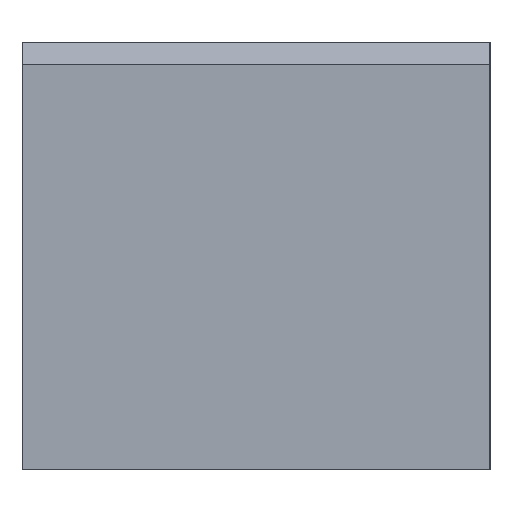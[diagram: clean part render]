
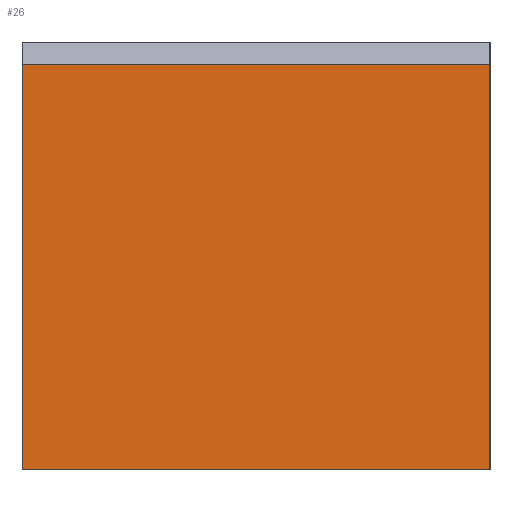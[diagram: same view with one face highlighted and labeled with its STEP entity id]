
A CAD part, left-side view. The second image highlights one B-rep face of the part: STEP entity #26.
In plain terms, the highlighted planar face has unit normal (-1, 0, 0).
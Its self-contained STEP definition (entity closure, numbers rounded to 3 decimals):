
#26 = ADVANCED_FACE ( 'NONE', ( #2002 ), #339, .F. ) ;
#32 = DIRECTION ( 'NONE',  ( 0., 1., 0. ) ) ;
#79 = VERTEX_POINT ( 'NONE', #3973 ) ;
#135 = VECTOR ( 'NONE', #1412, 1000. ) ;
#179 = EDGE_CURVE ( 'NONE', #1092, #2487, #3753, .T. ) ;
#276 = AXIS2_PLACEMENT_3D ( 'NONE', #2238, #3560, #2302 ) ;
#339 = PLANE ( 'NONE',  #276 ) ;
#444 = CARTESIAN_POINT ( 'NONE',  ( -17.5, 17.5, 0. ) ) ;
#565 = VECTOR ( 'NONE', #1208, 1000. ) ;
#651 = LINE ( 'NONE', #4293, #3476 ) ;
#684 = CARTESIAN_POINT ( 'NONE',  ( -17.5, 17.5, 30.34 ) ) ;
#772 = VECTOR ( 'NONE', #32, 1000. ) ;
#1092 = VERTEX_POINT ( 'NONE', #4128 ) ;
#1208 = DIRECTION ( 'NONE',  ( 0., 0., -1. ) ) ;
#1263 = EDGE_LOOP ( 'NONE', ( #2506, #3370, #2037, #2287 ) ) ;
#1294 = EDGE_CURVE ( 'NONE', #1092, #79, #651, .T. ) ;
#1412 = DIRECTION ( 'NONE',  ( 0., 1., 0. ) ) ;
#1440 = EDGE_CURVE ( 'NONE', #79, #3333, #1639, .T. ) ;
#1639 = LINE ( 'NONE', #2271, #772 ) ;
#2002 = FACE_OUTER_BOUND ( 'NONE', #1263, .T. ) ;
#2037 = ORIENTED_EDGE ( 'NONE', *, *, #179, .T. ) ;
#2238 = CARTESIAN_POINT ( 'NONE',  ( -17.5, -17.5, 30.34 ) ) ;
#2271 = CARTESIAN_POINT ( 'NONE',  ( -17.5, -17.5, 0. ) ) ;
#2286 = EDGE_CURVE ( 'NONE', #2487, #3333, #4180, .T. ) ;
#2287 = ORIENTED_EDGE ( 'NONE', *, *, #2286, .T. ) ;
#2302 = DIRECTION ( 'NONE',  ( 0., 0., 1. ) ) ;
#2332 = DIRECTION ( 'NONE',  ( 0., 0., -1. ) ) ;
#2350 = CARTESIAN_POINT ( 'NONE',  ( -17.5, -17.5, 30.34 ) ) ;
#2487 = VERTEX_POINT ( 'NONE', #684 ) ;
#2506 = ORIENTED_EDGE ( 'NONE', *, *, #1440, .F. ) ;
#2838 = CARTESIAN_POINT ( 'NONE',  ( -17.5, 17.5, 30.34 ) ) ;
#3333 = VERTEX_POINT ( 'NONE', #444 ) ;
#3370 = ORIENTED_EDGE ( 'NONE', *, *, #1294, .F. ) ;
#3476 = VECTOR ( 'NONE', #2332, 1000. ) ;
#3560 = DIRECTION ( 'NONE',  ( 1., 0., 0. ) ) ;
#3753 = LINE ( 'NONE', #2350, #135 ) ;
#3973 = CARTESIAN_POINT ( 'NONE',  ( -17.5, -17.5, 0. ) ) ;
#4128 = CARTESIAN_POINT ( 'NONE',  ( -17.5, -17.5, 30.34 ) ) ;
#4180 = LINE ( 'NONE', #2838, #565 ) ;
#4293 = CARTESIAN_POINT ( 'NONE',  ( -17.5, -17.5, 30.34 ) ) ;
